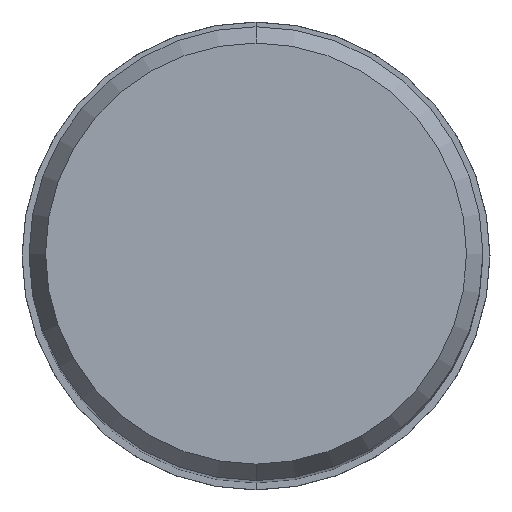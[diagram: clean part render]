
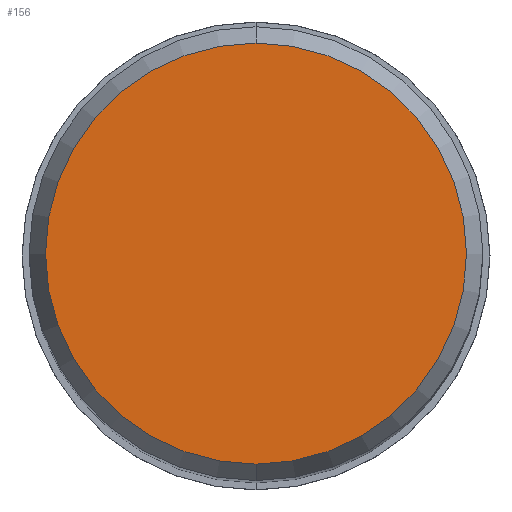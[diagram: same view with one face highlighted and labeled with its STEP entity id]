
A CAD part, top view. The second image highlights one B-rep face of the part: STEP entity #156.
In plain terms, the highlighted planar face has unit normal (0, 0, 1).
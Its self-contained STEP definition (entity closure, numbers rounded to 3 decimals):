
#88=EDGE_CURVE('',#134,#144,#202,.T.);
#126=EDGE_CURVE('',#144,#134,#246,.T.);
#134=VERTEX_POINT('',#255);
#144=VERTEX_POINT('',#265);
#156=ADVANCED_FACE('',(#279),#280,.T.);
#202=CIRCLE('',#321,8.837);
#246=CIRCLE('',#377,8.837);
#255=CARTESIAN_POINT('',(0.,-8.837,0.01));
#265=CARTESIAN_POINT('',(0.0,8.837,0.01));
#279=FACE_OUTER_BOUND('',#419,.T.);
#280=PLANE('',#420);
#321=AXIS2_PLACEMENT_3D('',#452,#453,#454);
#377=AXIS2_PLACEMENT_3D('',#516,#517,#518);
#419=EDGE_LOOP('',(#552,#553));
#420=AXIS2_PLACEMENT_3D('',#554,#555,#556);
#452=CARTESIAN_POINT('',(0.0,0.0,0.01));
#453=DIRECTION('',(0.0,0.0,-1.0));
#454=DIRECTION('',(0.0,1.0,0.0));
#516=CARTESIAN_POINT('',(0.0,0.0,0.01));
#517=DIRECTION('',(0.0,0.0,-1.0));
#518=DIRECTION('',(0.0,1.0,0.0));
#552=ORIENTED_EDGE('',*,*,#126,.F.);
#553=ORIENTED_EDGE('',*,*,#88,.F.);
#554=CARTESIAN_POINT('',(0.0,4.419,0.01));
#555=DIRECTION('',(-0.0,0.0,1.0));
#556=DIRECTION('',(0.0,-1.0,0.0));
